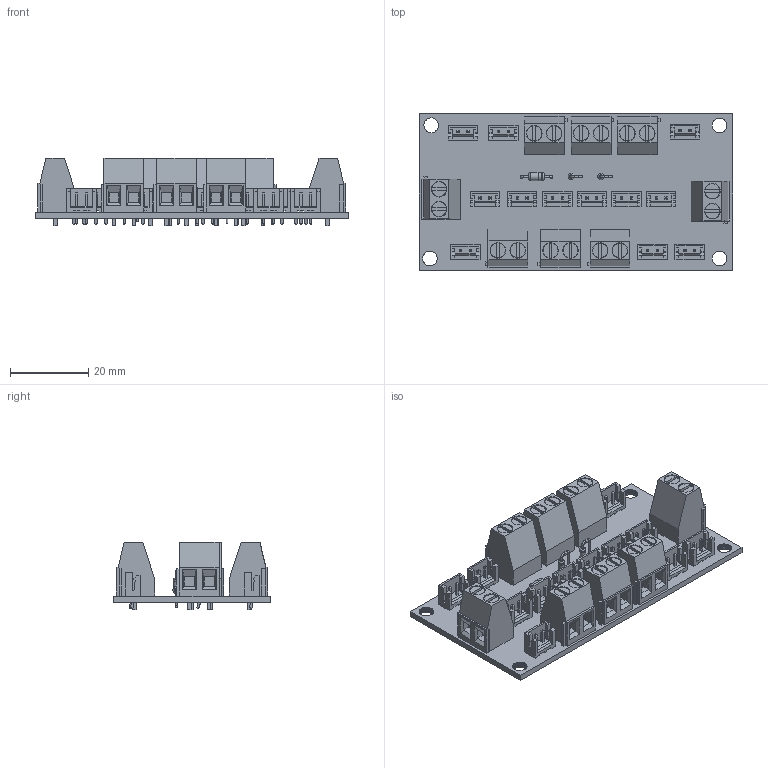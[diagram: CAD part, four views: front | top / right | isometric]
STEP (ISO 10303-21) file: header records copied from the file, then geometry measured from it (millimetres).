
FILE_DESCRIPTION(/* description */ (''),/* implementation_level */ '2;1');
FILE_NAME(/* name */ 'DingoPCB.step',/* time_stamp */ '2023-08-19T06:33:24-05:00',/* author */ (''),/* organization */ (''),/* preprocessor_version */ 'ST-DEVELOPER v20',/* originating_system */ 'Autodesk Translation Framework v12.9.0.99',/* authorisation */ '');
FILE_SCHEMA (('AUTOMOTIVE_DESIGN { 1 0 10303 214 3 1 1 }'));
Length unit declared in the file: millimetre
Products named in the file (11): DingoPCB; CustomDingoPCB; PCB; D_DO-35_SOD27_P7.62mm_Horizontal; COMPOUND; R_Axial_DIN0204_L3.6mm_D1.6mm_P2.54mm_Vertical; SOLID; TerminalBlock_Phoenix_MKDS-1,5-2-5.08_1x02_P5.08mm_Horizontal; SOLID (2); JST_EH_B2B-EH-A_1x02_P2.50mm_Vertical; SOLID (1)
Assembly tree (29 placements, depth 4):
  DingoPCB
    CustomDingoPCB
      JST_EH_B2B-EH-A_1x02_P2.50mm_Vertical  x12
        SOLID (1)
      R_Axial_DIN0204_L3.6mm_D1.6mm_P2.54mm_Vertical  x2
        SOLID
      TerminalBlock_Phoenix_MKDS-1,5-2-5.08_1x02_P5.08mm_Horizontal  x8
        SOLID (2)
      PCB
      D_DO-35_SOD27_P7.62mm_Horizontal
        COMPOUND
Bounding box: 80 x 40 x 17.3 mm (x, y, z)
Volume: 14033.9 mm3; surface area: 21152.1 mm2
Topology: 25 solids, 25 shells, 1970 faces, 5196 edges, 3366 vertices
Faces by surface type: plane 1860, cylinder 98, torus 8, bspline 4
Full cylindrical faces by diameter (mm): 0.5 x11, 0.7 x4, 0.8 x2, 1 x24, 1.3 x16, 1.44 x2, 1.6 x4, 2 x2, 2.02 x1, 3.8 x16, 4 x16
Entity records: 14321 total; most frequent: CARTESIAN_POINT 2458, ORIENTED_EDGE 2340, DIRECTION 2280, EDGE_CURVE 1170, LINE 992, VECTOR 992, VERTEX_POINT 768, AXIS2_PLACEMENT_3D 644
